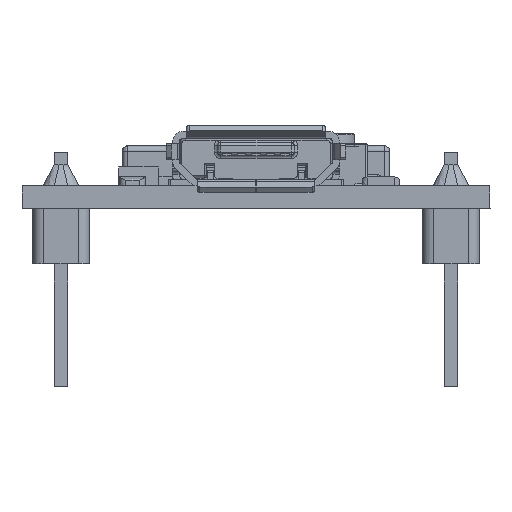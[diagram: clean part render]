
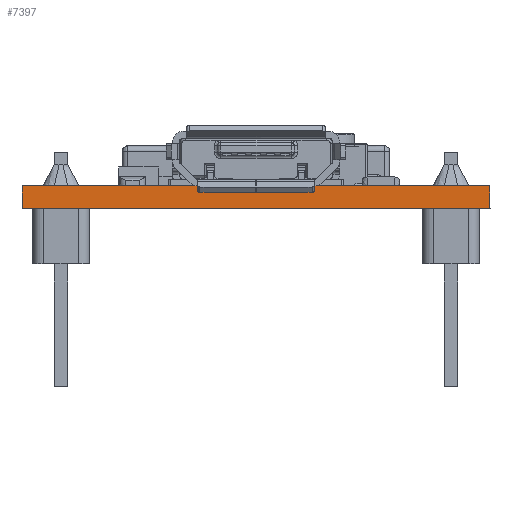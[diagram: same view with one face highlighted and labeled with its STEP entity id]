
A CAD part, front view. The second image highlights one B-rep face of the part: STEP entity #7397.
In plain terms, the highlighted planar face has unit normal (0, -1, 0).
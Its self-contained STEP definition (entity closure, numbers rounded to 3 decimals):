
#7397=ADVANCED_FACE('',(#9867),#45843,.T.);
#9867=FACE_OUTER_BOUND('',#12366,.T.);
#12366=EDGE_LOOP('',(#15354,#15355,#15356,#15357));
#15354=ORIENTED_EDGE('',*,*,#28158,.T.);
#15355=ORIENTED_EDGE('',*,*,#28159,.T.);
#15356=ORIENTED_EDGE('',*,*,#28160,.F.);
#15357=ORIENTED_EDGE('',*,*,#28156,.F.);
#28156=EDGE_CURVE('',#41157,#41158,#37233,.T.);
#28158=EDGE_CURVE('',#41157,#41159,#37235,.T.);
#28159=EDGE_CURVE('',#41159,#41160,#37236,.T.);
#28160=EDGE_CURVE('',#41158,#41160,#37237,.T.);
#37233=B_SPLINE_CURVE_WITH_KNOTS('',1,(#54535,#54536),.UNSPECIFIED.,.F.,
 .F.,(2,2),(0.,1.),.UNSPECIFIED.);
#37235=B_SPLINE_CURVE_WITH_KNOTS('',1,(#54539,#54540),.UNSPECIFIED.,.F.,
 .F.,(2,2),(72.4,93.4),.UNSPECIFIED.);
#37236=B_SPLINE_CURVE_WITH_KNOTS('',1,(#54541,#54542),.UNSPECIFIED.,.F.,
 .F.,(2,2),(0.,1.),.UNSPECIFIED.);
#37237=B_SPLINE_CURVE_WITH_KNOTS('',1,(#54543,#54544),.UNSPECIFIED.,.F.,
 .F.,(2,2),(72.4,93.4),.UNSPECIFIED.);
#41157=VERTEX_POINT('',#52609);
#41158=VERTEX_POINT('',#52610);
#41159=VERTEX_POINT('',#52611);
#41160=VERTEX_POINT('',#52612);
#45843=PLANE('',#47523);
#47523=AXIS2_PLACEMENT_3D('',#52019,#49759,$);
#49759=DIRECTION('',(0.,-1.,0.));
#52019=CARTESIAN_POINT('',(-10.5,-25.7,2.5));
#52609=CARTESIAN_POINT('',(-10.5,-25.7,2.5));
#52610=CARTESIAN_POINT('',(-10.5,-25.7,3.5));
#52611=CARTESIAN_POINT('',(10.5,-25.7,2.5));
#52612=CARTESIAN_POINT('',(10.5,-25.7,3.5));
#54535=CARTESIAN_POINT('',(-10.5,-25.7,2.5));
#54536=CARTESIAN_POINT('',(-10.5,-25.7,3.5));
#54539=CARTESIAN_POINT('',(-10.5,-25.7,2.5));
#54540=CARTESIAN_POINT('',(10.5,-25.7,2.5));
#54541=CARTESIAN_POINT('',(10.5,-25.7,2.5));
#54542=CARTESIAN_POINT('',(10.5,-25.7,3.5));
#54543=CARTESIAN_POINT('',(-10.5,-25.7,3.5));
#54544=CARTESIAN_POINT('',(10.5,-25.7,3.5));
